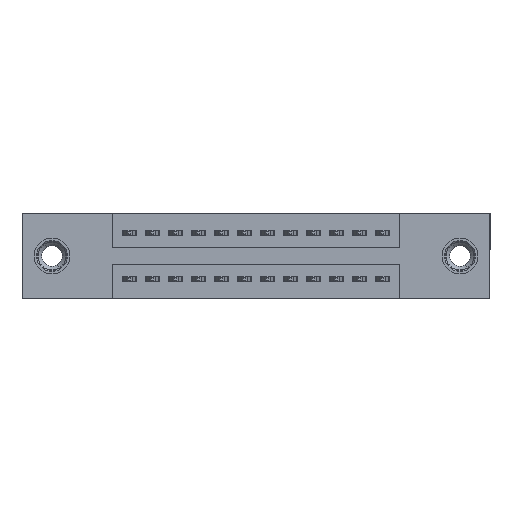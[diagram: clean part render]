
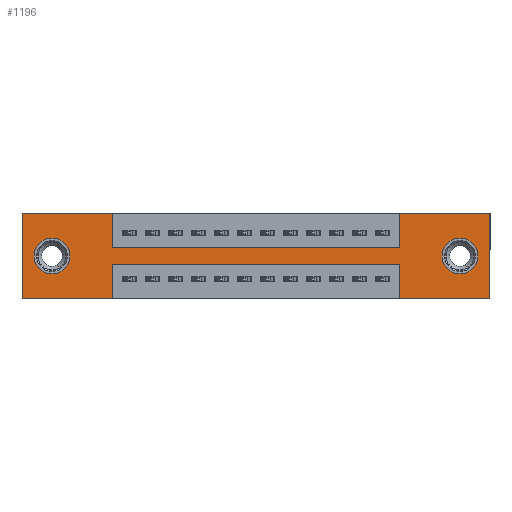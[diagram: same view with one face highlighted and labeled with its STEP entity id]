
A CAD part, front view. The second image highlights one B-rep face of the part: STEP entity #1196.
In plain terms, the highlighted planar face has unit normal (0, -1, 0).
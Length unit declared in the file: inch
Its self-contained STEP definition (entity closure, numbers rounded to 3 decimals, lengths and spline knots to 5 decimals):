
#47 = AXIS2_PLACEMENT_3D ( 'NONE', #17139, #3472, #17220 ) ;
#94 = AXIS2_PLACEMENT_3D ( 'NONE', #4948, #14665, #6398 ) ;
#95 = EDGE_CURVE ( 'NONE', #4531, #12257, #10762, .T. ) ;
#149 = ORIENTED_EDGE ( 'NONE', *, *, #3033, .T. ) ;
#216 = CARTESIAN_POINT ( 'NONE',  ( 1.6425, 0., -0.37 ) ) ;
#263 = CARTESIAN_POINT ( 'NONE',  ( 1.6425, 0., 0. ) ) ;
#282 = EDGE_CURVE ( 'NONE', #12257, #17445, #4440, .T. ) ;
#950 = FACE_BOUND ( 'NONE', #14852, .T. ) ;
#970 = VERTEX_POINT ( 'NONE', #16274 ) ;
#983 = VECTOR ( 'NONE', #3125, 39.37008 ) ;
#1196 = ADVANCED_FACE ( 'NONE', ( #950, #15498, #15940 ), #13629, .T. ) ;
#1585 = CIRCLE ( 'NONE', #1790, 0.078 ) ;
#1686 = DIRECTION ( 'NONE',  ( 0., 0., 1. ) ) ;
#1721 = CARTESIAN_POINT ( 'NONE',  ( 2.035, 0., 0. ) ) ;
#1790 = AXIS2_PLACEMENT_3D ( 'NONE', #5283, #14999, #6720 ) ;
#1996 = ORIENTED_EDGE ( 'NONE', *, *, #6334, .F. ) ;
#2048 = CARTESIAN_POINT ( 'NONE',  ( 2.035, 0., 0. ) ) ;
#2340 = VECTOR ( 'NONE', #2401, 39.37008 ) ;
#2349 = DIRECTION ( 'NONE',  ( 1., 0., 0. ) ) ;
#2401 = DIRECTION ( 'NONE',  ( 1., 0., 0. ) ) ;
#2583 = VERTEX_POINT ( 'NONE', #15075 ) ;
#2632 = ORIENTED_EDGE ( 'NONE', *, *, #12555, .F. ) ;
#2635 = VERTEX_POINT ( 'NONE', #2648 ) ;
#2648 = CARTESIAN_POINT ( 'NONE',  ( 0.13, 0., -0.107 ) ) ;
#2771 = CARTESIAN_POINT ( 'NONE',  ( 0.3925, 0., -0.37 ) ) ;
#2951 = DIRECTION ( 'NONE',  ( 0., 0., -1. ) ) ;
#3033 = EDGE_CURVE ( 'NONE', #16007, #16949, #1585, .T. ) ;
#3100 = CARTESIAN_POINT ( 'NONE',  ( 0.13, 0., -0.185 ) ) ;
#3122 = LINE ( 'NONE', #4876, #13823 ) ;
#3125 = DIRECTION ( 'NONE',  ( -1., 0., 0. ) ) ;
#3166 = CARTESIAN_POINT ( 'NONE',  ( 0., 0., -0.37 ) ) ;
#3472 = DIRECTION ( 'NONE',  ( 0., -1., 0. ) ) ;
#3514 = VECTOR ( 'NONE', #1686, 39.37008 ) ;
#3540 = DIRECTION ( 'NONE',  ( 0., 0., -1. ) ) ;
#4125 = VECTOR ( 'NONE', #2349, 39.37008 ) ;
#4440 = LINE ( 'NONE', #5100, #983 ) ;
#4531 = VERTEX_POINT ( 'NONE', #7042 ) ;
#4565 = DIRECTION ( 'NONE',  ( 0., 0., 1. ) ) ;
#4622 = DIRECTION ( 'NONE',  ( -1., 0., 0. ) ) ;
#4738 = ORIENTED_EDGE ( 'NONE', *, *, #7987, .F. ) ;
#4876 = CARTESIAN_POINT ( 'NONE',  ( 0.3925, 0., -0.15 ) ) ;
#4948 = CARTESIAN_POINT ( 'NONE',  ( 0.13, 0., -0.185 ) ) ;
#5004 = VECTOR ( 'NONE', #16468, 39.37008 ) ;
#5100 = CARTESIAN_POINT ( 'NONE',  ( 0., 0., -0.37 ) ) ;
#5283 = CARTESIAN_POINT ( 'NONE',  ( 1.905, 0., -0.185 ) ) ;
#5602 = CARTESIAN_POINT ( 'NONE',  ( 1.6425, 0., 0. ) ) ;
#5843 = VECTOR ( 'NONE', #3540, 39.37008 ) ;
#5967 = ORIENTED_EDGE ( 'NONE', *, *, #13228, .F. ) ;
#6132 = VECTOR ( 'NONE', #4622, 39.37008 ) ;
#6270 = EDGE_LOOP ( 'NONE', ( #16977, #7023 ) ) ;
#6334 = EDGE_CURVE ( 'NONE', #12445, #14602, #3122, .T. ) ;
#6362 = LINE ( 'NONE', #10954, #5004 ) ;
#6376 = CARTESIAN_POINT ( 'NONE',  ( 0.3925, 0., 0. ) ) ;
#6387 = DIRECTION ( 'NONE',  ( 1., 0., 0. ) ) ;
#6398 = DIRECTION ( 'NONE',  ( 0., 0., 1. ) ) ;
#6551 = DIRECTION ( 'NONE',  ( 0., 1., 0. ) ) ;
#6720 = DIRECTION ( 'NONE',  ( 0., 0., -1. ) ) ;
#7023 = ORIENTED_EDGE ( 'NONE', *, *, #16300, .T. ) ;
#7042 = CARTESIAN_POINT ( 'NONE',  ( 0.3925, 0., -0.22 ) ) ;
#7107 = VECTOR ( 'NONE', #2951, 39.37008 ) ;
#7151 = VERTEX_POINT ( 'NONE', #13834 ) ;
#7351 = CIRCLE ( 'NONE', #94, 0.078 ) ;
#7618 = LINE ( 'NONE', #6376, #18221 ) ;
#7731 = ORIENTED_EDGE ( 'NONE', *, *, #15165, .F. ) ;
#7873 = LINE ( 'NONE', #17688, #4125 ) ;
#7919 = ORIENTED_EDGE ( 'NONE', *, *, #10943, .F. ) ;
#7970 = EDGE_CURVE ( 'NONE', #11646, #7151, #16923, .T. ) ;
#7987 = EDGE_CURVE ( 'NONE', #17445, #970, #16482, .T. ) ;
#7998 = ORIENTED_EDGE ( 'NONE', *, *, #11412, .F. ) ;
#9620 = CARTESIAN_POINT ( 'NONE',  ( 1.905, 0., -0.107 ) ) ;
#10080 = VECTOR ( 'NONE', #16721, 39.37008 ) ;
#10759 = ORIENTED_EDGE ( 'NONE', *, *, #7970, .F. ) ;
#10762 = LINE ( 'NONE', #2771, #7107 ) ;
#10943 = EDGE_CURVE ( 'NONE', #12503, #2583, #10953, .T. ) ;
#10953 = LINE ( 'NONE', #216, #3514 ) ;
#10954 = CARTESIAN_POINT ( 'NONE',  ( 0.3925, 0., -0.22 ) ) ;
#11259 = EDGE_CURVE ( 'NONE', #970, #11630, #13090, .T. ) ;
#11285 = ORIENTED_EDGE ( 'NONE', *, *, #13122, .T. ) ;
#11412 = EDGE_CURVE ( 'NONE', #14602, #13434, #17425, .T. ) ;
#11455 = ORIENTED_EDGE ( 'NONE', *, *, #11259, .F. ) ;
#11630 = VERTEX_POINT ( 'NONE', #14377 ) ;
#11646 = VERTEX_POINT ( 'NONE', #1721 ) ;
#11813 = CARTESIAN_POINT ( 'NONE',  ( 0.13, 0., -0.263 ) ) ;
#12218 = CARTESIAN_POINT ( 'NONE',  ( 0., 0., 0. ) ) ;
#12257 = VERTEX_POINT ( 'NONE', #17057 ) ;
#12293 = AXIS2_PLACEMENT_3D ( 'NONE', #14831, #6551, #16220 ) ;
#12445 = VERTEX_POINT ( 'NONE', #17447 ) ;
#12503 = VERTEX_POINT ( 'NONE', #13375 ) ;
#12555 = EDGE_CURVE ( 'NONE', #13434, #11646, #7873, .T. ) ;
#12780 = VECTOR ( 'NONE', #16083, 39.37008 ) ;
#12884 = DIRECTION ( 'NONE',  ( 0., 1., 0. ) ) ;
#13090 = LINE ( 'NONE', #12218, #2340 ) ;
#13121 = AXIS2_PLACEMENT_3D ( 'NONE', #3100, #12884, #4565 ) ;
#13122 = EDGE_CURVE ( 'NONE', #16949, #16007, #14131, .T. ) ;
#13228 = EDGE_CURVE ( 'NONE', #2583, #4531, #6362, .T. ) ;
#13375 = CARTESIAN_POINT ( 'NONE',  ( 1.6425, 0., -0.37 ) ) ;
#13419 = EDGE_CURVE ( 'NONE', #7151, #12503, #13470, .T. ) ;
#13434 = VERTEX_POINT ( 'NONE', #263 ) ;
#13470 = LINE ( 'NONE', #3166, #6132 ) ;
#13507 = CARTESIAN_POINT ( 'NONE',  ( 1.6425, 0., -0.15 ) ) ;
#13629 = PLANE ( 'NONE',  #47 ) ;
#13823 = VECTOR ( 'NONE', #6387, 39.37008 ) ;
#13834 = CARTESIAN_POINT ( 'NONE',  ( 2.035, 0., -0.37 ) ) ;
#14131 = CIRCLE ( 'NONE', #12293, 0.078 ) ;
#14377 = CARTESIAN_POINT ( 'NONE',  ( 0.3925, 0., 0. ) ) ;
#14602 = VERTEX_POINT ( 'NONE', #13507 ) ;
#14649 = DIRECTION ( 'NONE',  ( 0., 0., -1. ) ) ;
#14653 = CARTESIAN_POINT ( 'NONE',  ( 0., 0., -0.37 ) ) ;
#14665 = DIRECTION ( 'NONE',  ( 0., 1., 0. ) ) ;
#14679 = CARTESIAN_POINT ( 'NONE',  ( 0., 0., 0. ) ) ;
#14693 = CIRCLE ( 'NONE', #13121, 0.078 ) ;
#14786 = ORIENTED_EDGE ( 'NONE', *, *, #95, .F. ) ;
#14831 = CARTESIAN_POINT ( 'NONE',  ( 1.905, 0., -0.185 ) ) ;
#14852 = EDGE_LOOP ( 'NONE', ( #149, #11285 ) ) ;
#14861 = ORIENTED_EDGE ( 'NONE', *, *, #282, .F. ) ;
#14999 = DIRECTION ( 'NONE',  ( 0., 1., 0. ) ) ;
#15075 = CARTESIAN_POINT ( 'NONE',  ( 1.6425, 0., -0.22 ) ) ;
#15149 = VERTEX_POINT ( 'NONE', #11813 ) ;
#15165 = EDGE_CURVE ( 'NONE', #11630, #12445, #7618, .T. ) ;
#15498 = FACE_BOUND ( 'NONE', #6270, .T. ) ;
#15940 = FACE_OUTER_BOUND ( 'NONE', #16602, .T. ) ;
#15954 = CARTESIAN_POINT ( 'NONE',  ( 1.905, 0., -0.263 ) ) ;
#16007 = VERTEX_POINT ( 'NONE', #9620 ) ;
#16083 = DIRECTION ( 'NONE',  ( 0., 0., 1. ) ) ;
#16145 = ORIENTED_EDGE ( 'NONE', *, *, #13419, .F. ) ;
#16220 = DIRECTION ( 'NONE',  ( 0., 0., -1. ) ) ;
#16274 = CARTESIAN_POINT ( 'NONE',  ( 0., 0., 0. ) ) ;
#16300 = EDGE_CURVE ( 'NONE', #15149, #2635, #14693, .T. ) ;
#16468 = DIRECTION ( 'NONE',  ( -1., 0., 0. ) ) ;
#16482 = LINE ( 'NONE', #14679, #12780 ) ;
#16602 = EDGE_LOOP ( 'NONE', ( #14786, #5967, #7919, #16145, #10759, #2632, #7998, #1996, #7731, #11455, #4738, #14861 ) ) ;
#16721 = DIRECTION ( 'NONE',  ( 0., 0., 1. ) ) ;
#16923 = LINE ( 'NONE', #2048, #5843 ) ;
#16949 = VERTEX_POINT ( 'NONE', #15954 ) ;
#16975 = EDGE_CURVE ( 'NONE', #2635, #15149, #7351, .T. ) ;
#16977 = ORIENTED_EDGE ( 'NONE', *, *, #16975, .T. ) ;
#17057 = CARTESIAN_POINT ( 'NONE',  ( 0.3925, 0., -0.37 ) ) ;
#17139 = CARTESIAN_POINT ( 'NONE',  ( 0., 0., -0.37 ) ) ;
#17220 = DIRECTION ( 'NONE',  ( 0., 0., -1. ) ) ;
#17425 = LINE ( 'NONE', #5602, #10080 ) ;
#17445 = VERTEX_POINT ( 'NONE', #14653 ) ;
#17447 = CARTESIAN_POINT ( 'NONE',  ( 0.3925, 0., -0.15 ) ) ;
#17688 = CARTESIAN_POINT ( 'NONE',  ( 0., 0., 0. ) ) ;
#18221 = VECTOR ( 'NONE', #14649, 39.37008 ) ;
